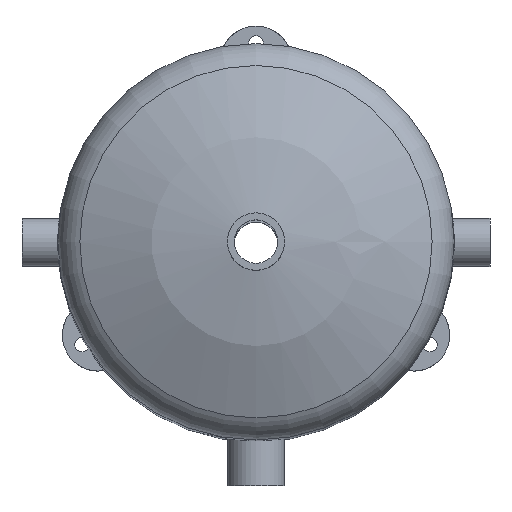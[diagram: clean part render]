
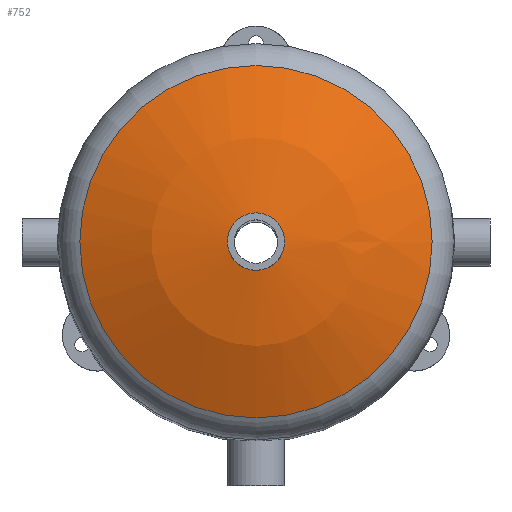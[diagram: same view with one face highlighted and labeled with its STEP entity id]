
A CAD part, top view. The second image highlights one B-rep face of the part: STEP entity #752.
In plain terms, the highlighted spherical face has radius 276 mm.
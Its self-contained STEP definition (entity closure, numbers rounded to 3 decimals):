
#168=SPHERICAL_SURFACE('',#843,276.);
#207=FACE_BOUND('',#346,.T.);
#257=FACE_OUTER_BOUND('',#345,.T.);
#345=EDGE_LOOP('',(#681));
#346=EDGE_LOOP('',(#682));
#378=CIRCLE('',#831,20.);
#384=CIRCLE('',#842,122.667);
#441=VERTEX_POINT('',#1923);
#447=VERTEX_POINT('',#1940);
#520=EDGE_CURVE('',#441,#441,#378,.T.);
#526=EDGE_CURVE('',#447,#447,#384,.T.);
#681=ORIENTED_EDGE('',*,*,#520,.T.);
#682=ORIENTED_EDGE('',*,*,#526,.T.);
#752=ADVANCED_FACE('',(#257,#207),#168,.T.);
#831=AXIS2_PLACEMENT_3D('',#1924,#1015,#1016);
#842=AXIS2_PLACEMENT_3D('',#1941,#1037,#1038);
#843=AXIS2_PLACEMENT_3D('',#1942,#1039,#1040);
#1015=DIRECTION('center_axis',(0.,0.,-1.));
#1016=DIRECTION('ref_axis',(1.,0.,0.));
#1037=DIRECTION('center_axis',(0.,0.,1.));
#1038=DIRECTION('ref_axis',(1.,0.,0.));
#1039=DIRECTION('center_axis',(0.,0.,1.));
#1040=DIRECTION('ref_axis',(1.,0.,0.));
#1923=CARTESIAN_POINT('',(-20.,0.,64.274));
#1924=CARTESIAN_POINT('Origin',(0.,0.,64.274));
#1940=CARTESIAN_POINT('',(122.667,0.,36.243));
#1941=CARTESIAN_POINT('Origin',(0.,0.,36.243));
#1942=CARTESIAN_POINT('Origin',(0.,0.,-211.));
